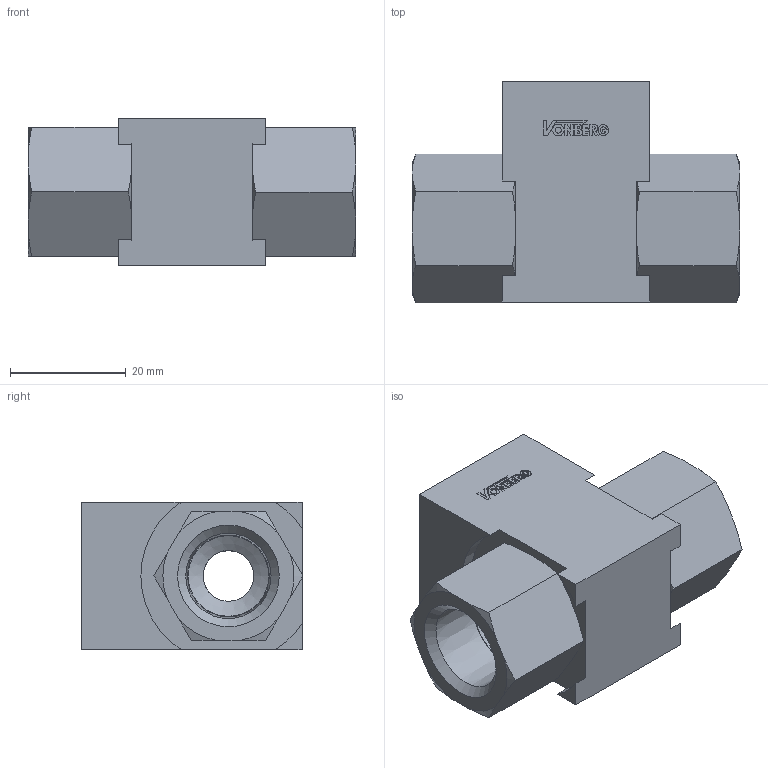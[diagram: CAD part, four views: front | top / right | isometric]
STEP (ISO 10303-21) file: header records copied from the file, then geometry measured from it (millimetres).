
FILE_DESCRIPTION((''),'2;1');
FILE_NAME('60125-3.stp','2015-01-05T16:32:11',('jml'),(''),'Autodesk Inventor 2010','Autodesk Inventor 2010','');
FILE_SCHEMA(('AUTOMOTIVE_DESIGN { 1 0 10303 214 1 1 1 1 }'));
Length unit declared in the file: inch
Products named in the file (4): 60125-3; 300111-3; 220686; 908 O-RING
Assembly tree (5 placements, depth 2):
  60125-3
    300111-3
    220686  x2
    908 O-RING  x2
Bounding box: 56.39 x 38.24 x 25.4 mm (x, y, z)
Volume: 27339.4 mm3; surface area: 14224.9 mm2
Topology: 5 solids, 5 shells, 192 faces, 493 edges, 325 vertices
Faces by surface type: plane 110, cone 45, cylinder 33, torus 4
Full cylindrical faces by diameter (mm): 1.044 x1, 8.738 x2, 13.894 x3, 16.815 x2, 17.323 x2, 19.05 x2
Entity records: 4982 total; most frequent: CARTESIAN_POINT 954, DIRECTION 780, ORIENTED_EDGE 768, EDGE_CURVE 384, VERTEX_POINT 265, AXIS2_PLACEMENT_3D 260, VECTOR 260, LINE 260
